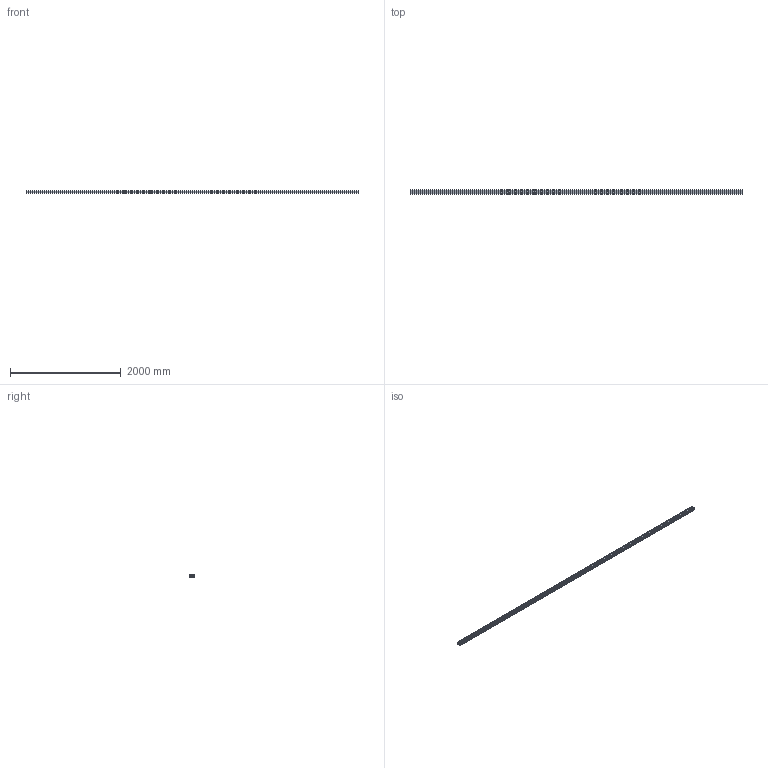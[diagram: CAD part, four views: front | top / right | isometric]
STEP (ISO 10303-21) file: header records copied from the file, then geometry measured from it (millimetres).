
FILE_DESCRIPTION (( 'STEP AP214' ), '1' );
FILE_NAME ('202081_Profil 8 40x80.STEP', '2019-02-06T09:06:07', ( '' ), ( '' ), 'SwSTEP 2.0', 'SolidWorks 2017', '' );
FILE_SCHEMA (( 'AUTOMOTIVE_DESIGN' ));
Length unit declared in the file: millimetre
Products named in the file (1): 202081_Profil 8 40x80
Bounding box: 6000 x 80 x 40 mm (x, y, z)
Volume: 10174486.4 mm3; surface area: 3517244.6 mm2
Topology: 1 solids, 1 shells, 125 faces, 369 edges, 246 vertices
Faces by surface type: cylinder 77, plane 48
Entity records: 4283 total; most frequent: DIRECTION 775, CARTESIAN_POINT 741, ORIENTED_EDGE 738, EDGE_CURVE 369, AXIS2_PLACEMENT_3D 280, VERTEX_POINT 246, LINE 215, VECTOR 215
